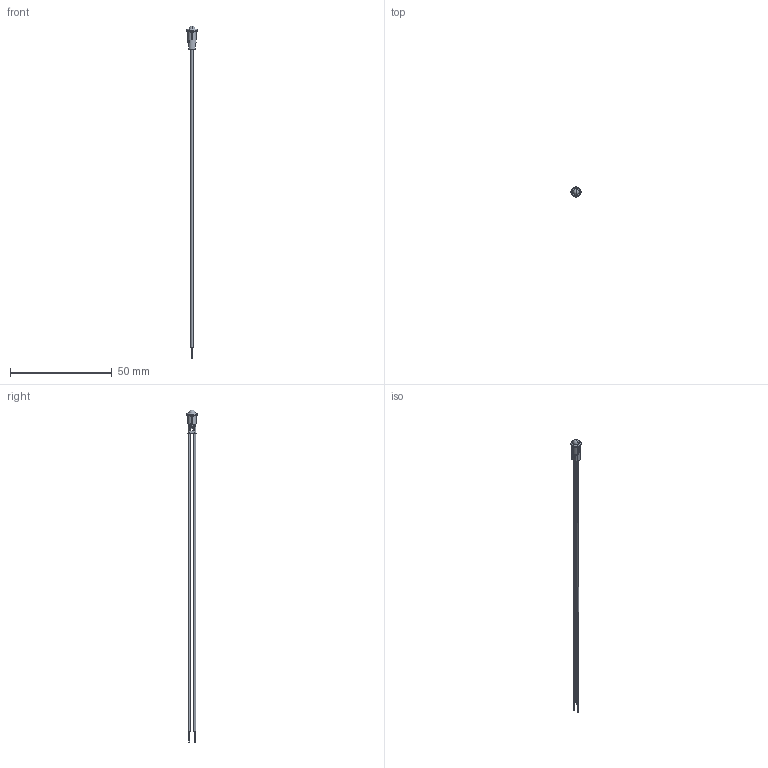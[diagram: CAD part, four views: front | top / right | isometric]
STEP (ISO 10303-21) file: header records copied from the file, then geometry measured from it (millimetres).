
FILE_DESCRIPTION (( 'STEP AP203' ), '1' );
FILE_NAME ('12-00007revA.STEP', '2022-10-19T14:58:33', ( '' ), ( '' ), 'SwSTEP 2.0', 'SolidWorks 2021', '' );
FILE_SCHEMA (( 'CONFIG_CONTROL_DESIGN' ));
Length unit declared in the file: millimetre
Products named in the file (5): 12-00007revA; 30-01773_stripped and tinned; 24-00385; 30-01772_stripped and tinned; 57-00002_trimmed leads
Assembly tree (4 placements, depth 2):
  12-00007revA
    24-00385
    57-00002_trimmed leads
    30-01772_stripped and tinned
    30-01773_stripped and tinned
Bounding box: 5 x 5 x 162.89 mm (x, y, z)
Volume: 365.3 mm3; surface area: 5089 mm2
Topology: 54 solids, 54 shells, 476 faces, 1039 edges, 680 vertices
Faces by surface type: cylinder 239, plane 174, bspline 47, torus 10, cone 4, sphere 2
Entity records: 16228 total; most frequent: CARTESIAN_POINT 5060, DIRECTION 2272, ORIENTED_EDGE 2070, EDGE_CURVE 1035, AXIS2_PLACEMENT_3D 947, VERTEX_POINT 678, EDGE_LOOP 593, CIRCLE 511
